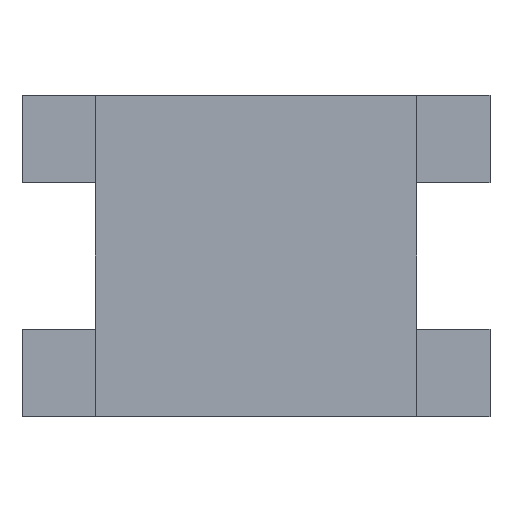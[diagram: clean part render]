
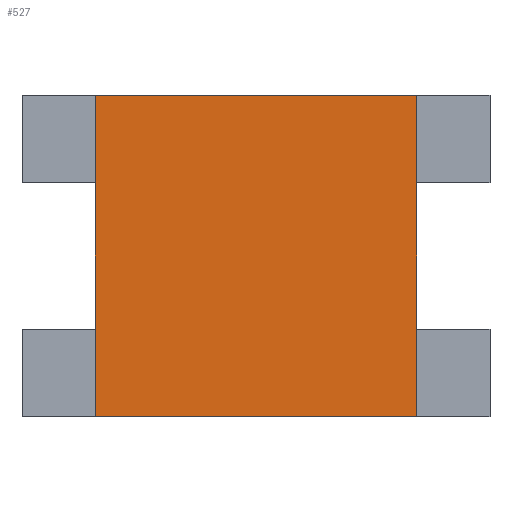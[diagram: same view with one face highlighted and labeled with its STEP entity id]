
A CAD part, front view. The second image highlights one B-rep face of the part: STEP entity #527.
In plain terms, the highlighted planar face has unit normal (0, -1, 0).
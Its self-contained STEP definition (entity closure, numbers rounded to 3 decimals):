
#46=FACE_OUTER_BOUND('',#75,.T.);
#75=EDGE_LOOP('',(#465,#466,#467,#468,#469,#470,#471,#472));
#88=LINE('',#731,#157);
#90=LINE('',#736,#159);
#104=LINE('',#763,#173);
#120=LINE('',#796,#189);
#127=LINE('',#809,#196);
#138=LINE('',#832,#207);
#141=LINE('',#842,#210);
#143=LINE('',#845,#212);
#157=VECTOR('',#596,10.);
#159=VECTOR('',#600,10.);
#173=VECTOR('',#624,10.);
#189=VECTOR('',#650,10.);
#196=VECTOR('',#659,10.);
#207=VECTOR('',#680,10.);
#210=VECTOR('',#693,10.);
#212=VECTOR('',#697,10.);
#222=VERTEX_POINT('',#723);
#223=VERTEX_POINT('',#730);
#224=VERTEX_POINT('',#734);
#225=VERTEX_POINT('',#735);
#244=VERTEX_POINT('',#788);
#245=VERTEX_POINT('',#795);
#250=VERTEX_POINT('',#807);
#257=VERTEX_POINT('',#831);
#272=EDGE_CURVE('',#223,#222,#88,.T.);
#274=EDGE_CURVE('',#224,#225,#90,.T.);
#288=EDGE_CURVE('',#222,#224,#104,.T.);
#304=EDGE_CURVE('',#244,#245,#120,.T.);
#311=EDGE_CURVE('',#250,#244,#127,.T.);
#322=EDGE_CURVE('',#257,#250,#138,.T.);
#327=EDGE_CURVE('',#225,#257,#141,.T.);
#329=EDGE_CURVE('',#245,#223,#143,.T.);
#465=ORIENTED_EDGE('',*,*,#322,.F.);
#466=ORIENTED_EDGE('',*,*,#327,.F.);
#467=ORIENTED_EDGE('',*,*,#274,.F.);
#468=ORIENTED_EDGE('',*,*,#288,.F.);
#469=ORIENTED_EDGE('',*,*,#272,.F.);
#470=ORIENTED_EDGE('',*,*,#329,.F.);
#471=ORIENTED_EDGE('',*,*,#304,.F.);
#472=ORIENTED_EDGE('',*,*,#311,.F.);
#499=PLANE('',#571);
#527=ADVANCED_FACE('',(#46),#499,.F.);
#571=AXIS2_PLACEMENT_3D('',#848,#701,#702);
#596=DIRECTION('',(0.,0.,1.));
#600=DIRECTION('',(0.,0.,1.));
#624=DIRECTION('',(0.,0.,1.));
#650=DIRECTION('',(0.,0.,-1.));
#659=DIRECTION('',(0.,0.,-1.));
#680=DIRECTION('',(0.,0.,-1.));
#693=DIRECTION('',(1.,0.,0.));
#697=DIRECTION('',(-1.,0.,0.));
#701=DIRECTION('center_axis',(0.,1.,0.));
#702=DIRECTION('ref_axis',(1.,0.,0.));
#723=CARTESIAN_POINT('',(-7.,0.,1.9));
#730=CARTESIAN_POINT('',(-7.,0.,0.));
#731=CARTESIAN_POINT('',(-7.,0.,0.));
#734=CARTESIAN_POINT('',(-7.,0.,5.1));
#735=CARTESIAN_POINT('',(-7.,0.,7.));
#736=CARTESIAN_POINT('',(-7.,0.,0.));
#763=CARTESIAN_POINT('',(-7.,0.,0.));
#788=CARTESIAN_POINT('',(0.,0.,1.9));
#795=CARTESIAN_POINT('',(0.,0.,0.));
#796=CARTESIAN_POINT('',(0.,0.,7.));
#807=CARTESIAN_POINT('',(0.,0.,5.1));
#809=CARTESIAN_POINT('',(0.,0.,7.));
#831=CARTESIAN_POINT('',(0.,0.,7.));
#832=CARTESIAN_POINT('',(0.,0.,7.));
#842=CARTESIAN_POINT('',(-7.,0.,7.));
#845=CARTESIAN_POINT('',(0.,0.,0.));
#848=CARTESIAN_POINT('Origin',(-3.5,0.,3.5));
